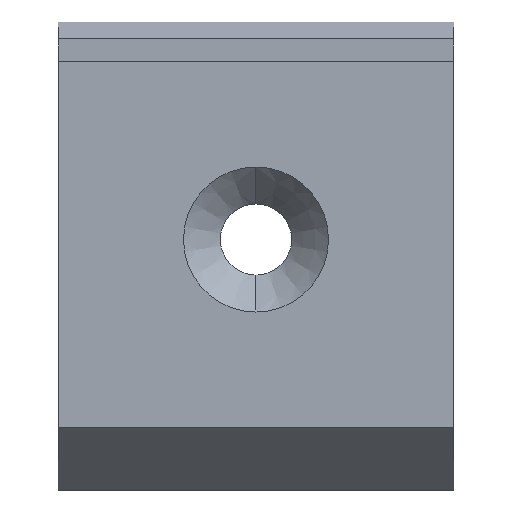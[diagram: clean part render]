
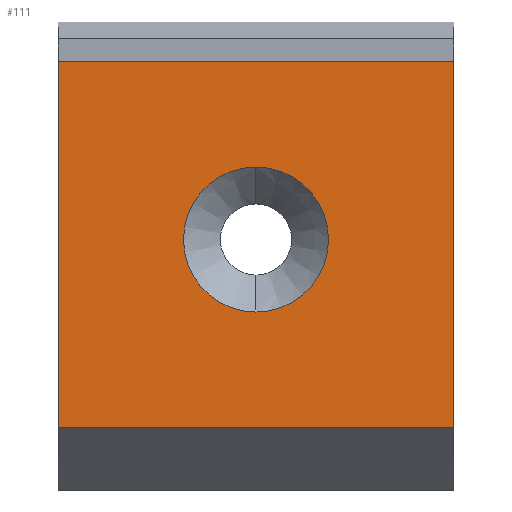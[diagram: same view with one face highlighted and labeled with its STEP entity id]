
A CAD part, front view. The second image highlights one B-rep face of the part: STEP entity #111.
In plain terms, the highlighted planar face has unit normal (0, -1, 0).
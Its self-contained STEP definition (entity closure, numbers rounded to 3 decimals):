
#17 = ORIENTED_EDGE ( 'NONE', *, *, #725, .F. ) ;
#55 = DIRECTION ( 'NONE',  ( 0., 1., 0. ) ) ;
#68 = DIRECTION ( 'NONE',  ( 1., 0., 0. ) ) ;
#69 = LINE ( 'NONE', #123, #1043 ) ;
#75 = CARTESIAN_POINT ( 'NONE',  ( 0., -1.5, -13.5 ) ) ;
#77 = DIRECTION ( 'NONE',  ( 0., 0., -1. ) ) ;
#106 = VERTEX_POINT ( 'NONE', #570 ) ;
#111 = ADVANCED_FACE ( 'NONE', ( #556, #1005 ), #489, .T. ) ;
#123 = CARTESIAN_POINT ( 'NONE',  ( -15., -1.5, 0. ) ) ;
#144 = CARTESIAN_POINT ( 'NONE',  ( -15., -1.5, 3. ) ) ;
#152 = CARTESIAN_POINT ( 'NONE',  ( -15., -1.5, -27.766 ) ) ;
#177 = CIRCLE ( 'NONE', #431, 5.5 ) ;
#193 = DIRECTION ( 'NONE',  ( 0., 1., 0. ) ) ;
#207 = CARTESIAN_POINT ( 'NONE',  ( 15., -1.5, 0. ) ) ;
#270 = CARTESIAN_POINT ( 'NONE',  ( 15., -1.5, -32.5 ) ) ;
#300 = DIRECTION ( 'NONE',  ( -1., 0., 0. ) ) ;
#303 = CARTESIAN_POINT ( 'NONE',  ( 0., -1.5, -8. ) ) ;
#304 = EDGE_CURVE ( 'NONE', #726, #935, #466, .T. ) ;
#313 = DIRECTION ( 'NONE',  ( 0., 0., -1. ) ) ;
#355 = VECTOR ( 'NONE', #955, 1000. ) ;
#363 = CARTESIAN_POINT ( 'NONE',  ( 0., -1.5, -13.5 ) ) ;
#372 = AXIS2_PLACEMENT_3D ( 'NONE', #363, #193, #531 ) ;
#376 = CARTESIAN_POINT ( 'NONE',  ( 0., -1.5, -13.5 ) ) ;
#387 = ORIENTED_EDGE ( 'NONE', *, *, #553, .T. ) ;
#431 = AXIS2_PLACEMENT_3D ( 'NONE', #376, #55, #313 ) ;
#441 = EDGE_LOOP ( 'NONE', ( #787, #788 ) ) ;
#444 = EDGE_CURVE ( 'NONE', #935, #726, #177, .T. ) ;
#448 = VECTOR ( 'NONE', #68, 1000. ) ;
#463 = EDGE_CURVE ( 'NONE', #1011, #848, #872, .T. ) ;
#466 = CIRCLE ( 'NONE', #372, 5.5 ) ;
#489 = PLANE ( 'NONE',  #786 ) ;
#531 = DIRECTION ( 'NONE',  ( 0., 0., -1. ) ) ;
#546 = CARTESIAN_POINT ( 'NONE',  ( -15., -1.5, -27.766 ) ) ;
#553 = EDGE_CURVE ( 'NONE', #1011, #106, #882, .T. ) ;
#556 = FACE_BOUND ( 'NONE', #441, .T. ) ;
#570 = CARTESIAN_POINT ( 'NONE',  ( 15., -1.5, -27.766 ) ) ;
#596 = DIRECTION ( 'NONE',  ( 0., 0., -1. ) ) ;
#660 = DIRECTION ( 'NONE',  ( 0., -1., 0. ) ) ;
#725 = EDGE_CURVE ( 'NONE', #889, #106, #757, .T. ) ;
#726 = VERTEX_POINT ( 'NONE', #1004 ) ;
#757 = LINE ( 'NONE', #270, #869 ) ;
#762 = CARTESIAN_POINT ( 'NONE',  ( -15., -1.5, 0. ) ) ;
#786 = AXIS2_PLACEMENT_3D ( 'NONE', #75, #660, #77 ) ;
#787 = ORIENTED_EDGE ( 'NONE', *, *, #304, .T. ) ;
#788 = ORIENTED_EDGE ( 'NONE', *, *, #444, .T. ) ;
#848 = VERTEX_POINT ( 'NONE', #762 ) ;
#869 = VECTOR ( 'NONE', #596, 1000. ) ;
#872 = LINE ( 'NONE', #144, #355 ) ;
#882 = LINE ( 'NONE', #152, #448 ) ;
#889 = VERTEX_POINT ( 'NONE', #207 ) ;
#935 = VERTEX_POINT ( 'NONE', #303 ) ;
#944 = EDGE_LOOP ( 'NONE', ( #1047, #387, #17, #995 ) ) ;
#955 = DIRECTION ( 'NONE',  ( 0., 0., 1. ) ) ;
#977 = EDGE_CURVE ( 'NONE', #889, #848, #69, .T. ) ;
#995 = ORIENTED_EDGE ( 'NONE', *, *, #977, .T. ) ;
#1004 = CARTESIAN_POINT ( 'NONE',  ( 0., -1.5, -19. ) ) ;
#1005 = FACE_OUTER_BOUND ( 'NONE', #944, .T. ) ;
#1011 = VERTEX_POINT ( 'NONE', #546 ) ;
#1043 = VECTOR ( 'NONE', #300, 1000. ) ;
#1047 = ORIENTED_EDGE ( 'NONE', *, *, #463, .F. ) ;
